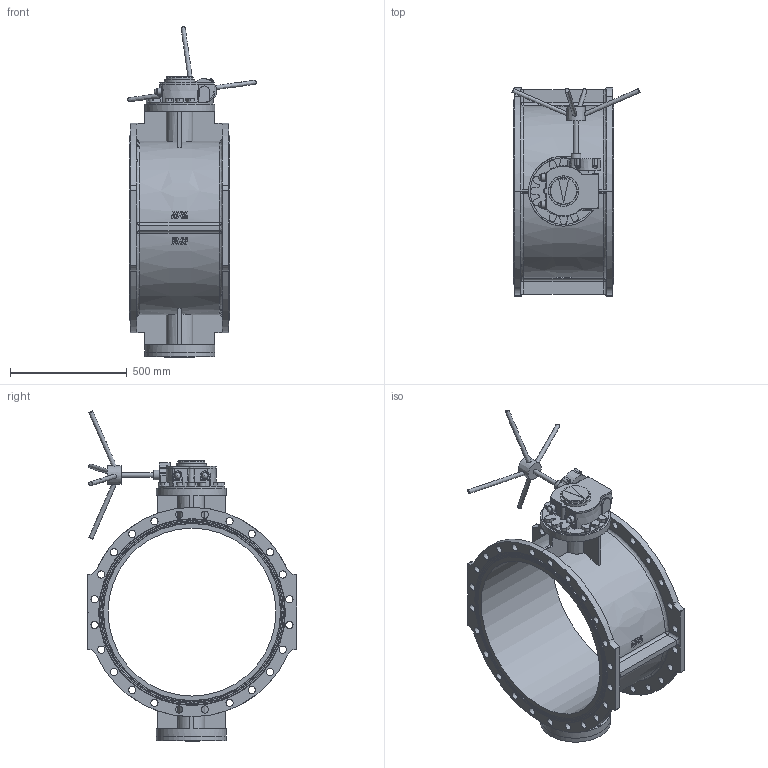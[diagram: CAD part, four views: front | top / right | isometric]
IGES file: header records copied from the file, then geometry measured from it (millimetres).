
Start section: SolidWorks IGES file using analytic representation for surfaces
Global section: file name: O_756_1_DN700_0XX00_AA0_igs.igs; native system: SolidWorks 2012; preprocessor: SolidWorks 2012; author: pbm; date: 160304.125804; units: millimetre
Bounding box: 549.82 x 895 x 1413.41 mm (x, y, z)
Surface area: 3804768.8 mm2 (no closed solid volume)
Topology: 0 solids, 0 shells, 773 faces, 4325 edges, 4158 vertices
Faces by surface type: bspline 495, revolution 278
